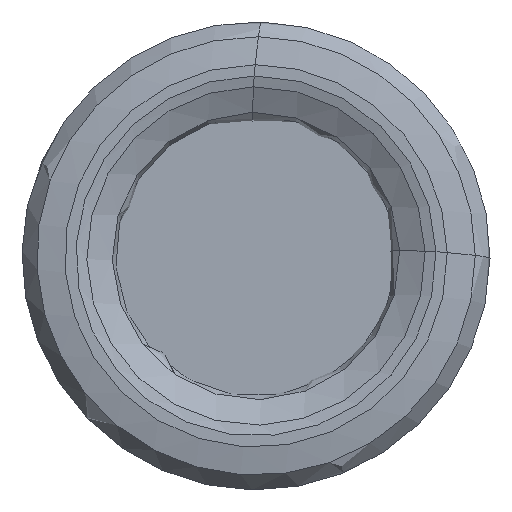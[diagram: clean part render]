
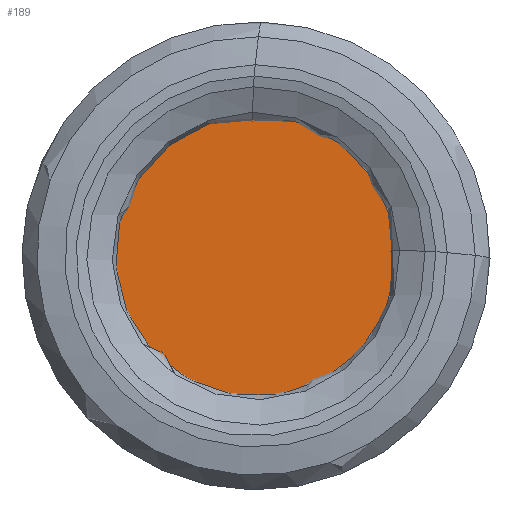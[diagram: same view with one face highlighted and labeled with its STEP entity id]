
A CAD part, left-side view. The second image highlights one B-rep face of the part: STEP entity #189.
In plain terms, the highlighted planar face has unit normal (-1, 0, 0).
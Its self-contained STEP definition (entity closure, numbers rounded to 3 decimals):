
#140=PLANE('',#789);
#146=FACE_OUTER_BOUND('',#316,.T.);
#189=ADVANCED_FACE('',(#146),#140,.F.);
#316=EDGE_LOOP('',(#402));
#402=ORIENTED_EDGE('',*,*,#634,.T.);
#576=VERTEX_POINT('',#1111);
#634=EDGE_CURVE('',#576,#576,#722,.T.);
#722=CIRCLE('',#787,12.013);
#787=AXIS2_PLACEMENT_3D('',#1110,#883,#884);
#789=AXIS2_PLACEMENT_3D('',#1113,#887,#888);
#883=DIRECTION('',(-1.,0.,0.));
#884=DIRECTION('',(0.,0.,1.));
#887=DIRECTION('',(1.,0.,0.));
#888=DIRECTION('',(0.,0.,-1.));
#1110=CARTESIAN_POINT('',(2.2,0.,0.));
#1111=CARTESIAN_POINT('',(2.2,0.,12.013));
#1113=CARTESIAN_POINT('',(2.2,12.013,0.));
